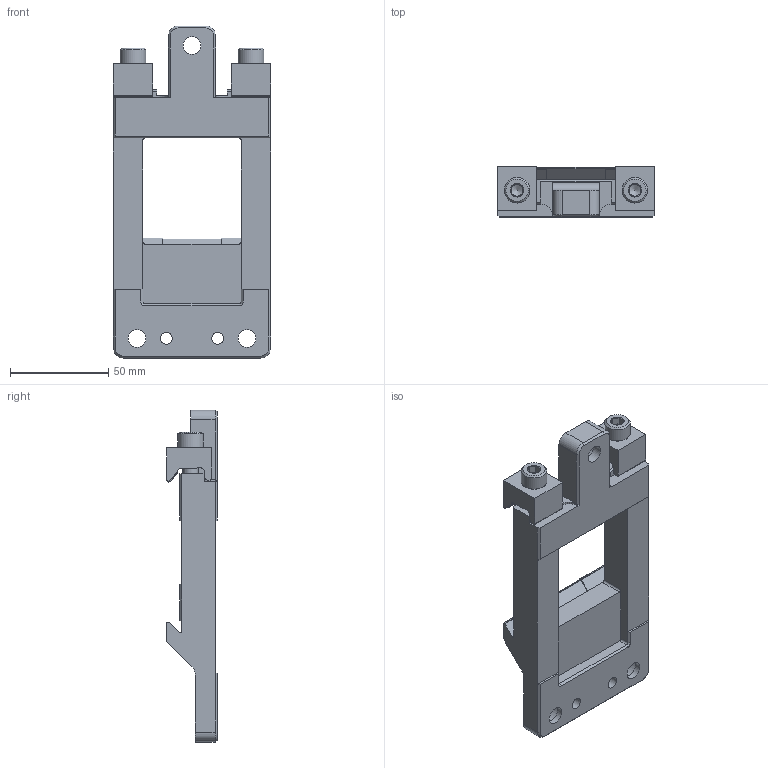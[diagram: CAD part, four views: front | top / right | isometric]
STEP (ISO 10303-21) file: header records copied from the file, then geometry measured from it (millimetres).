
FILE_DESCRIPTION(/* description */ ('STEP AP214'),/* implementation_level */ '2;1');
FILE_NAME(/* name */ '531757_MUC-63',/* time_stamp */ '2024-09-11T20:31:24+02:00',/* author */ ('License CC BY-ND 4.0'),/* organization */ ('CADENAS'),/* preprocessor_version */ 'ST-DEVELOPER v19.3',/* originating_system */ 'PARTsolutions',/* authorisation */ ' ');
FILE_SCHEMA (('AUTOMOTIVE_DESIGN {1 0 10303 214 3 1 1}'));
Length unit declared in the file: millimetre
Products named in the file (4): 531757 MUC-63; 658726 MUC-63---(P_0); 660064 MUC-63---(K); DIN-912 - M8x20(F)
Assembly tree (5 placements, depth 2):
  531757 MUC-63
    658726 MUC-63---(P_0)
    660064 MUC-63---(K)  x2
    DIN-912 - M8x20(F)  x2
Bounding box: 80 x 25.5 x 169 mm (x, y, z)
Volume: 137632.3 mm3; surface area: 40413.8 mm2
Topology: 5 solids, 5 shells, 315 faces, 826 edges, 522 vertices
Faces by surface type: plane 170, cylinder 113, cone 32
Full cylindrical faces by diameter (mm): 6 x2, 6.647 x2, 8 x2, 8.6 x2, 9 x3, 13 x2, 15 x3
Entity records: 6636 total; most frequent: CARTESIAN_POINT 1156, DIRECTION 1149, ORIENTED_EDGE 1080, EDGE_CURVE 540, AXIS2_PLACEMENT_3D 394, LINE 361, VECTOR 361, VERTEX_POINT 354
